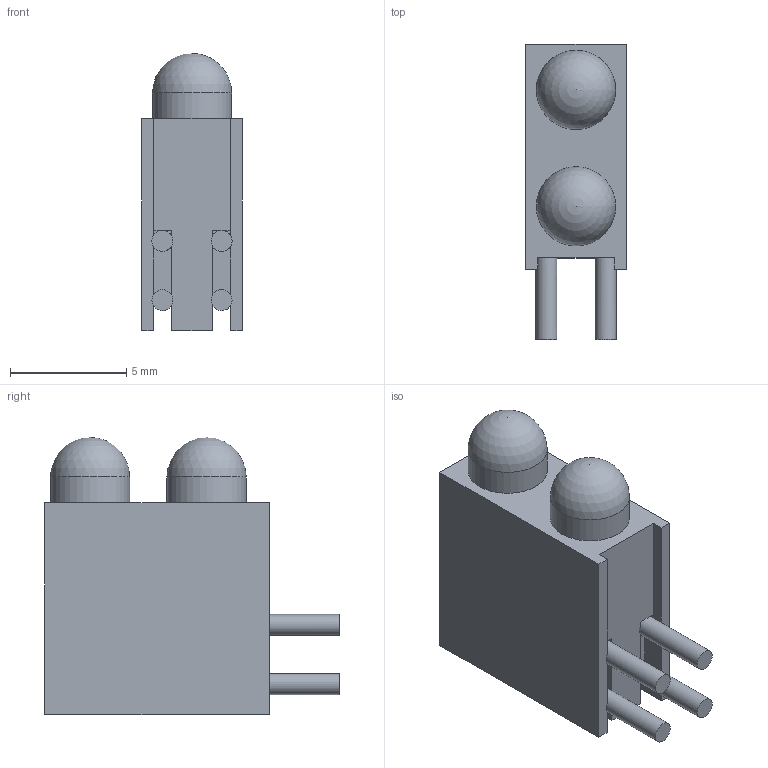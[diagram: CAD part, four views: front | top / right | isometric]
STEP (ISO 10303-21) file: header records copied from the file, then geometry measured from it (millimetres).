
FILE_DESCRIPTION(/* description */ ('','CAx-IF Rec.Pracs.---Representation and Presentation of Product Manufacturing Information (PMI)---3.8---2014-02-18'),/* implementation_level */ '2;1');
FILE_NAME(/* name */ 'DUAL LED HOUSING 3mm.stp',/* time_stamp */ '2020-02-06T15:47:17+01:00',/* author */ ('fos.design'),/* organization */ (''),/* preprocessor_version */ 'ST-DEVELOPER v16.5',/* originating_system */ 'Autodesk Inventor 2017',/* authorisation */ '');
FILE_SCHEMA (('AP242_MANAGED_MODEL_BASED_3D_ENGINEERING_MIM_LF { 1 0 10303 442 1 1 4 }'));
Length unit declared in the file: millimetre
Products named in the file (1): DUAL LED HOUSING
Bounding box: 4.32 x 12.65 x 11.9 mm (x, y, z)
Volume: 396.8 mm3; surface area: 481.5 mm2
Topology: 1 solids, 1 shells, 46 faces, 152 edges, 100 vertices
Faces by surface type: plane 38, cylinder 6, sphere 2
Full cylindrical faces by diameter (mm): 0.9 x4, 3.4 x2
Entity records: 1630 total; most frequent: ORIENTED_EDGE 276, CARTESIAN_POINT 275, DIRECTION 260, EDGE_CURVE 136, LINE 106, VECTOR 106, VERTEX_POINT 92, AXIS2_PLACEMENT_3D 77
